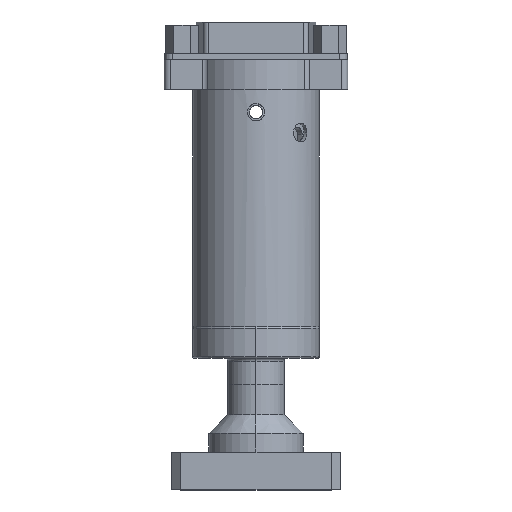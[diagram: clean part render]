
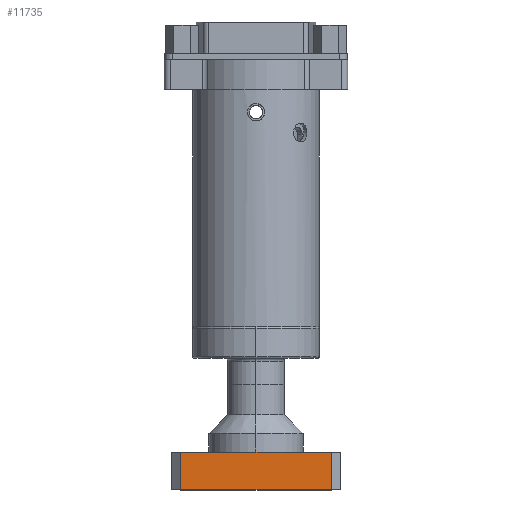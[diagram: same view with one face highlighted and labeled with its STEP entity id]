
A CAD part, top view. The second image highlights one B-rep face of the part: STEP entity #11735.
In plain terms, the highlighted planar face has unit normal (0, 0, -1).
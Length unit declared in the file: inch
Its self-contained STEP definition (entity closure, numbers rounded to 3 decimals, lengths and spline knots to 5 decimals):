
#150 = CARTESIAN_POINT ( 'NONE',  ( -4.88753, -1.74449, 2.97223 ) ) ;
#430 = EDGE_CURVE ( 'NONE', #6742, #4578, #1554, .T. ) ;
#782 = CARTESIAN_POINT ( 'NONE',  ( -4.82753, -1.49449, 2.97223 ) ) ;
#1218 = VERTEX_POINT ( 'NONE', #13113 ) ;
#1474 = DIRECTION ( 'NONE',  ( 1., 0., 0. ) ) ;
#1554 = LINE ( 'NONE', #3959, #10542 ) ;
#2489 = FACE_OUTER_BOUND ( 'NONE', #14228, .T. ) ;
#2991 = VERTEX_POINT ( 'NONE', #5258 ) ;
#3184 = EDGE_CURVE ( 'NONE', #1218, #4578, #14861, .T. ) ;
#3318 = CARTESIAN_POINT ( 'NONE',  ( -3.82753, -1.49449, 2.97223 ) ) ;
#3435 = CARTESIAN_POINT ( 'NONE',  ( -4.88753, -1.49449, 2.97223 ) ) ;
#3509 = PLANE ( 'NONE',  #8109 ) ;
#3722 = VECTOR ( 'NONE', #8038, 39.37008 ) ;
#3959 = CARTESIAN_POINT ( 'NONE',  ( -4.88753, -1.49449, 2.97223 ) ) ;
#4578 = VERTEX_POINT ( 'NONE', #11904 ) ;
#5258 = CARTESIAN_POINT ( 'NONE',  ( -4.82753, -1.74449, 2.97223 ) ) ;
#5762 = DIRECTION ( 'NONE',  ( -1., 0., 0. ) ) ;
#6059 = LINE ( 'NONE', #150, #11899 ) ;
#6197 = ORIENTED_EDGE ( 'NONE', *, *, #14383, .F. ) ;
#6742 = VERTEX_POINT ( 'NONE', #9020 ) ;
#7148 = DIRECTION ( 'NONE',  ( 0., 0., -1. ) ) ;
#7471 = ORIENTED_EDGE ( 'NONE', *, *, #14528, .T. ) ;
#7558 = ORIENTED_EDGE ( 'NONE', *, *, #3184, .F. ) ;
#8038 = DIRECTION ( 'NONE',  ( 0., 1., 0. ) ) ;
#8109 = AXIS2_PLACEMENT_3D ( 'NONE', #3435, #7148, #5762 ) ;
#9020 = CARTESIAN_POINT ( 'NONE',  ( -4.82753, -1.49449, 2.97223 ) ) ;
#10542 = VECTOR ( 'NONE', #14499, 39.37008 ) ;
#10921 = VECTOR ( 'NONE', #12576, 39.37008 ) ;
#11735 = ADVANCED_FACE ( 'NONE', ( #2489 ), #3509, .T. ) ;
#11899 = VECTOR ( 'NONE', #1474, 39.37008 ) ;
#11904 = CARTESIAN_POINT ( 'NONE',  ( -3.82753, -1.49449, 2.97223 ) ) ;
#12576 = DIRECTION ( 'NONE',  ( 0., 1., 0. ) ) ;
#13113 = CARTESIAN_POINT ( 'NONE',  ( -3.82753, -1.74449, 2.97223 ) ) ;
#13687 = ORIENTED_EDGE ( 'NONE', *, *, #430, .T. ) ;
#14228 = EDGE_LOOP ( 'NONE', ( #7558, #6197, #7471, #13687 ) ) ;
#14383 = EDGE_CURVE ( 'NONE', #2991, #1218, #6059, .T. ) ;
#14499 = DIRECTION ( 'NONE',  ( 1., 0., 0. ) ) ;
#14528 = EDGE_CURVE ( 'NONE', #2991, #6742, #14735, .T. ) ;
#14735 = LINE ( 'NONE', #782, #10921 ) ;
#14861 = LINE ( 'NONE', #3318, #3722 ) ;
